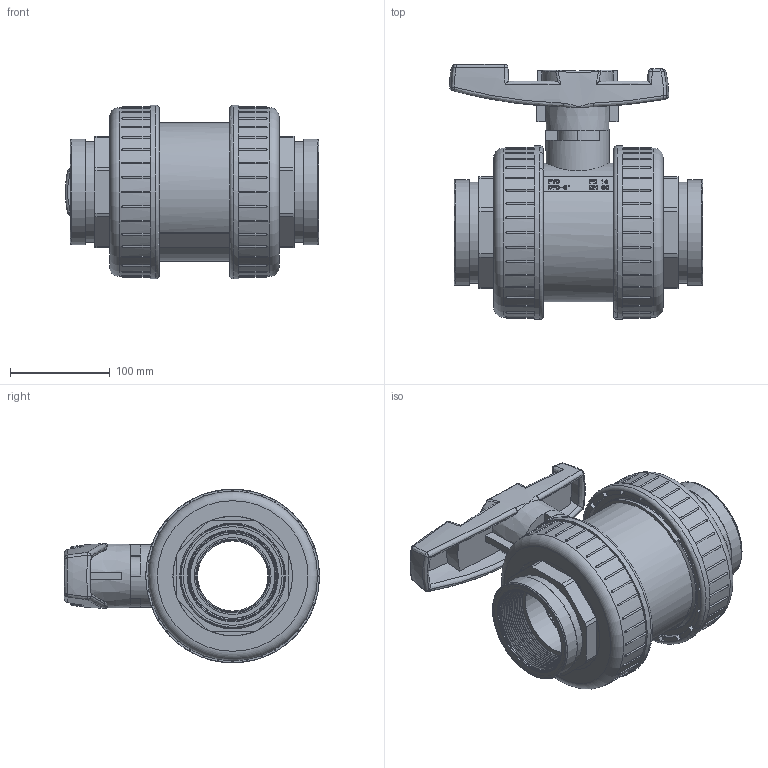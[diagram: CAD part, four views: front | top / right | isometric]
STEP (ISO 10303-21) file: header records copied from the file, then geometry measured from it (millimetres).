
FILE_DESCRIPTION(/* description */ (''),/* implementation_level */ '2;1');
FILE_NAME(/* name */ '90.stp',/* time_stamp */ '2025-12-30T08:10:53+08:00',/* author */ (''),/* organization */ (''),/* preprocessor_version */ 'ST-DEVELOPER v16.7',/* originating_system */ 'SIEMENS PLM Software NX 12.0',/* authorisation */ '');
FILE_SCHEMA (('AUTOMOTIVE_DESIGN { 1 0 10303 214 3 1 1 1 }'));
Products named in the file (1): Admi045C429322ta
Bounding box: 254 x 255.76 x 174.21 mm (x, y, z)
Volume: 2930935.9 mm3; surface area: 769579.3 mm2
Topology: 18 solids, 18 shells, 1136 faces, 3160 edges, 2042 vertices
Faces by surface type: plane 539, cylinder 243, extrusion 134, sphere 85, bspline 70, torus 62, cone 3
Full cylindrical faces by diameter (mm): 4.59 x1, 6.12 x1, 31.507 x4, 38.92 x3, 40.773 x1, 42.627 x2, 46.333 x1, 63.265 x1, 70.427 x1, 72.28 x2, 74.133 x2, 77 x2, 83.771 x3, 85.253 x1, 87.107 x3, 87.884 x26, 90 x2, 91.5 x2, 93.779 x3, 94.52 x1, 101 x2, 102.86 x1, 104.046 x3, 105 x2, 106 x2, 110.088 x3, 113.98 x1, 119.7 x2, 120 x2, 120.467 x1
Entity records: 58890 total; most frequent: CARTESIAN_POINT 32981, ORIENTED_EDGE 5504, DIRECTION 4790, EDGE_CURVE 2752, VERTEX_POINT 1865, AXIS2_PLACEMENT_3D 1707, VECTOR 1376, EDGE_LOOP 1331
